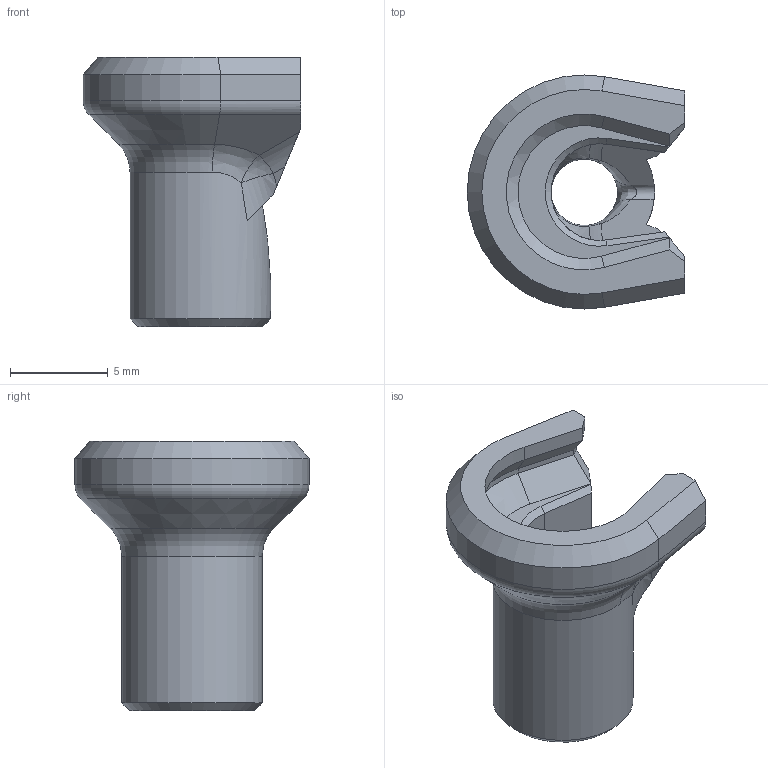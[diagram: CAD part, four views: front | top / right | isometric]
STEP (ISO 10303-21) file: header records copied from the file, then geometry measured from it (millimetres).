
FILE_DESCRIPTION (( 'STEP AP203' ), '1' );
FILE_NAME ('LGX_Stealthburner_Cover-r00g - PCB-2.STEP', '2022-11-21T09:10:48', ( '' ), ( '' ), 'SwSTEP 2.0', 'SolidWorks 2022', '' );
FILE_SCHEMA (( 'CONFIG_CONTROL_DESIGN' ));
Length unit declared in the file: millimetre
Products named in the file (1): LGX_Stealthburner_Cover-r00g - PCB-2
Bounding box: 11.15 x 12 x 13.8 mm (x, y, z)
Volume: 465.6 mm3; surface area: 675.6 mm2
Topology: 1 solids, 1 shells, 87 faces, 214 edges, 126 vertices
Faces by surface type: plane 49, bspline 13, cylinder 11, cone 8, torus 4, sphere 2
Full cylindrical faces by diameter (mm): 3.4 x1, 7.2 x1
Entity records: 2868 total; most frequent: CARTESIAN_POINT 952, ORIENTED_EDGE 414, DIRECTION 322, EDGE_CURVE 207, VERTEX_POINT 124, LINE 124, VECTOR 124, AXIS2_PLACEMENT_3D 99
